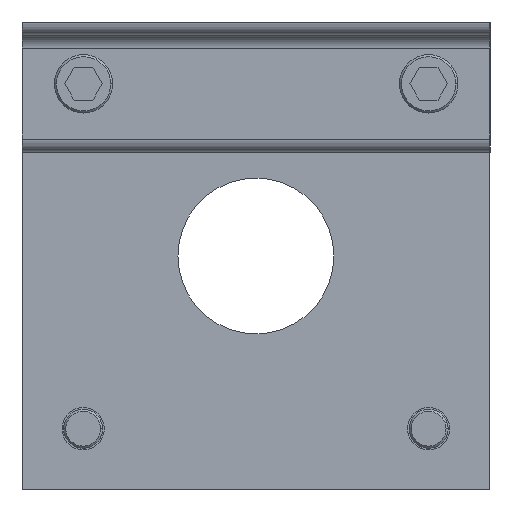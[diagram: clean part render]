
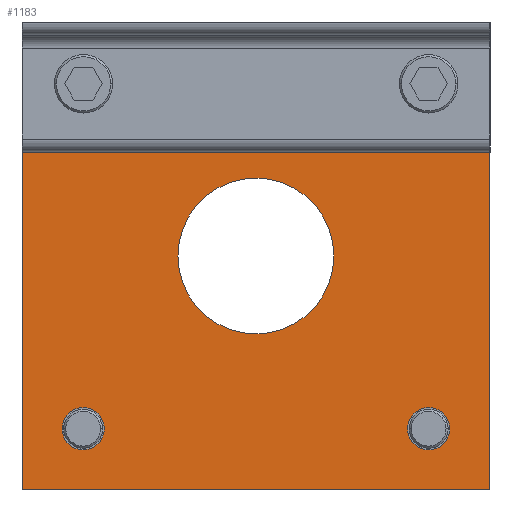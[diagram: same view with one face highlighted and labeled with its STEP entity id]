
A CAD part, front view. The second image highlights one B-rep face of the part: STEP entity #1183.
In plain terms, the highlighted planar face has unit normal (0, -1, 0).
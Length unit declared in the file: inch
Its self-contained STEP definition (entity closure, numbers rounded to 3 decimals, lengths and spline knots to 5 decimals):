
#1 = ORIENTED_EDGE ( 'NONE', *, *, #3167, .F. ) ;
#28 = AXIS2_PLACEMENT_3D ( 'NONE', #337, #3870, #1489 ) ;
#90 = CIRCLE ( 'NONE', #726, 0.203 ) ;
#100 = VECTOR ( 'NONE', #107, 39.37008 ) ;
#107 = DIRECTION ( 'NONE',  ( 0., 0., -1. ) ) ;
#111 = AXIS2_PLACEMENT_3D ( 'NONE', #3019, #4172, #1854 ) ;
#115 = EDGE_CURVE ( 'NONE', #3707, #3993, #1751, .T. ) ;
#134 = CARTESIAN_POINT ( 'NONE',  ( 2.25, 0., -2.25 ) ) ;
#174 = AXIS2_PLACEMENT_3D ( 'NONE', #4486, #1053, #4108 ) ;
#175 = CARTESIAN_POINT ( 'NONE',  ( 1.6617, 0., 1.4587 ) ) ;
#303 = VERTEX_POINT ( 'NONE', #2204 ) ;
#337 = CARTESIAN_POINT ( 'NONE',  ( 0., 0., 0. ) ) ;
#375 = ORIENTED_EDGE ( 'NONE', *, *, #3081, .T. ) ;
#405 = EDGE_CURVE ( 'NONE', #819, #4958, #90, .T. ) ;
#487 = LINE ( 'NONE', #134, #100 ) ;
#489 = ORIENTED_EDGE ( 'NONE', *, *, #1247, .T. ) ;
#506 = DIRECTION ( 'NONE',  ( 0., 0., 1. ) ) ;
#552 = VERTEX_POINT ( 'NONE', #1439 ) ;
#617 = CARTESIAN_POINT ( 'NONE',  ( 1.6617, 0., -1.6617 ) ) ;
#726 = AXIS2_PLACEMENT_3D ( 'NONE', #4191, #2294, #3812 ) ;
#767 = PLANE ( 'NONE',  #28 ) ;
#805 = DIRECTION ( 'NONE',  ( 0., 0., 1. ) ) ;
#819 = VERTEX_POINT ( 'NONE', #3117 ) ;
#1027 = CARTESIAN_POINT ( 'NONE',  ( -1.6617, 0., 1.6617 ) ) ;
#1053 = DIRECTION ( 'NONE',  ( 0., 1., 0. ) ) ;
#1067 = DIRECTION ( 'NONE',  ( 0., 0., 1. ) ) ;
#1119 = FACE_BOUND ( 'NONE', #1415, .T. ) ;
#1126 = DIRECTION ( 'NONE',  ( -1., 0., 0. ) ) ;
#1143 = EDGE_LOOP ( 'NONE', ( #2656, #1, #3049, #1853 ) ) ;
#1158 = CIRCLE ( 'NONE', #2496, 0.203 ) ;
#1183 = ADVANCED_FACE ( 'NONE', ( #2239, #3041, #3410, #4223, #1119, #4951 ), #767, .T. ) ;
#1247 = EDGE_CURVE ( 'NONE', #4890, #3370, #1943, .T. ) ;
#1269 = EDGE_LOOP ( 'NONE', ( #4753, #3409 ) ) ;
#1415 = EDGE_LOOP ( 'NONE', ( #1529, #489 ) ) ;
#1426 = DIRECTION ( 'NONE',  ( 0., 1., 0. ) ) ;
#1439 = CARTESIAN_POINT ( 'NONE',  ( 2.25, 0., -2.25 ) ) ;
#1468 = AXIS2_PLACEMENT_3D ( 'NONE', #2720, #1927, #805 ) ;
#1489 = DIRECTION ( 'NONE',  ( 0., 0., -1. ) ) ;
#1509 = CARTESIAN_POINT ( 'NONE',  ( 2.25, 0., 2.25 ) ) ;
#1512 = EDGE_LOOP ( 'NONE', ( #3305, #3800 ) ) ;
#1529 = ORIENTED_EDGE ( 'NONE', *, *, #2412, .T. ) ;
#1538 = DIRECTION ( 'NONE',  ( 0., 1., 0. ) ) ;
#1556 = AXIS2_PLACEMENT_3D ( 'NONE', #2574, #1426, #4110 ) ;
#1662 = VECTOR ( 'NONE', #1126, 39.37008 ) ;
#1668 = EDGE_CURVE ( 'NONE', #3993, #3707, #2011, .T. ) ;
#1742 = CARTESIAN_POINT ( 'NONE',  ( 0., 0., 0. ) ) ;
#1747 = EDGE_CURVE ( 'NONE', #3761, #2582, #2206, .T. ) ;
#1751 = CIRCLE ( 'NONE', #4725, 0.203 ) ;
#1784 = CARTESIAN_POINT ( 'NONE',  ( 1.6617, 0., -1.8647 ) ) ;
#1846 = ORIENTED_EDGE ( 'NONE', *, *, #405, .T. ) ;
#1853 = ORIENTED_EDGE ( 'NONE', *, *, #1747, .F. ) ;
#1854 = DIRECTION ( 'NONE',  ( 0., 0., 1. ) ) ;
#1873 = EDGE_CURVE ( 'NONE', #4958, #819, #2343, .T. ) ;
#1874 = CARTESIAN_POINT ( 'NONE',  ( -1.6617, 0., 1.6617 ) ) ;
#1896 = EDGE_CURVE ( 'NONE', #2582, #552, #487, .T. ) ;
#1927 = DIRECTION ( 'NONE',  ( 0., 1., 0. ) ) ;
#1943 = CIRCLE ( 'NONE', #111, 0.203 ) ;
#1951 = CARTESIAN_POINT ( 'NONE',  ( -1.6617, 0., 1.4587 ) ) ;
#2011 = CIRCLE ( 'NONE', #2649, 0.203 ) ;
#2091 = CARTESIAN_POINT ( 'NONE',  ( 2.25, 0., 2.25 ) ) ;
#2098 = EDGE_CURVE ( 'NONE', #2189, #3969, #1158, .T. ) ;
#2102 = CARTESIAN_POINT ( 'NONE',  ( 1.6617, 0., 1.8647 ) ) ;
#2118 = CARTESIAN_POINT ( 'NONE',  ( -1.6617, 0., 1.8647 ) ) ;
#2144 = DIRECTION ( 'NONE',  ( 0., 1., 0. ) ) ;
#2189 = VERTEX_POINT ( 'NONE', #4495 ) ;
#2204 = CARTESIAN_POINT ( 'NONE',  ( -2.25, 0., -2.25 ) ) ;
#2206 = LINE ( 'NONE', #1509, #3680 ) ;
#2239 = FACE_BOUND ( 'NONE', #1269, .T. ) ;
#2283 = AXIS2_PLACEMENT_3D ( 'NONE', #1742, #3550, #3179 ) ;
#2294 = DIRECTION ( 'NONE',  ( 0., 1., 0. ) ) ;
#2343 = CIRCLE ( 'NONE', #174, 0.203 ) ;
#2357 = CIRCLE ( 'NONE', #2283, 0.75 ) ;
#2402 = EDGE_CURVE ( 'NONE', #303, #3761, #4239, .T. ) ;
#2412 = EDGE_CURVE ( 'NONE', #3370, #4890, #4266, .T. ) ;
#2496 = AXIS2_PLACEMENT_3D ( 'NONE', #617, #2144, #4784 ) ;
#2530 = EDGE_CURVE ( 'NONE', #3720, #3651, #2357, .T. ) ;
#2574 = CARTESIAN_POINT ( 'NONE',  ( 0., 0., 0. ) ) ;
#2582 = VERTEX_POINT ( 'NONE', #2091 ) ;
#2649 = AXIS2_PLACEMENT_3D ( 'NONE', #1027, #4003, #4789 ) ;
#2656 = ORIENTED_EDGE ( 'NONE', *, *, #2402, .F. ) ;
#2717 = CARTESIAN_POINT ( 'NONE',  ( 0., 0., -0.75 ) ) ;
#2720 = CARTESIAN_POINT ( 'NONE',  ( 1.6617, 0., 1.6617 ) ) ;
#2962 = CARTESIAN_POINT ( 'NONE',  ( 1.6617, 0., -1.6617 ) ) ;
#3019 = CARTESIAN_POINT ( 'NONE',  ( 1.6617, 0., 1.6617 ) ) ;
#3024 = CARTESIAN_POINT ( 'NONE',  ( 2.25, 0., -2.25 ) ) ;
#3041 = FACE_BOUND ( 'NONE', #3950, .T. ) ;
#3049 = ORIENTED_EDGE ( 'NONE', *, *, #1896, .F. ) ;
#3081 = EDGE_CURVE ( 'NONE', #3969, #2189, #4048, .T. ) ;
#3117 = CARTESIAN_POINT ( 'NONE',  ( -1.6617, 0., -1.4587 ) ) ;
#3167 = EDGE_CURVE ( 'NONE', #552, #303, #3769, .T. ) ;
#3179 = DIRECTION ( 'NONE',  ( 0., 0., 1. ) ) ;
#3193 = ORIENTED_EDGE ( 'NONE', *, *, #2098, .T. ) ;
#3305 = ORIENTED_EDGE ( 'NONE', *, *, #2530, .T. ) ;
#3364 = DIRECTION ( 'NONE',  ( 0., 1., 0. ) ) ;
#3370 = VERTEX_POINT ( 'NONE', #175 ) ;
#3409 = ORIENTED_EDGE ( 'NONE', *, *, #1668, .T. ) ;
#3410 = FACE_OUTER_BOUND ( 'NONE', #1143, .T. ) ;
#3550 = DIRECTION ( 'NONE',  ( 0., 1., 0. ) ) ;
#3651 = VERTEX_POINT ( 'NONE', #4238 ) ;
#3680 = VECTOR ( 'NONE', #4576, 39.37008 ) ;
#3698 = CARTESIAN_POINT ( 'NONE',  ( -1.6617, 0., -1.8647 ) ) ;
#3707 = VERTEX_POINT ( 'NONE', #1951 ) ;
#3720 = VERTEX_POINT ( 'NONE', #2717 ) ;
#3761 = VERTEX_POINT ( 'NONE', #4665 ) ;
#3769 = LINE ( 'NONE', #3024, #1662 ) ;
#3800 = ORIENTED_EDGE ( 'NONE', *, *, #4855, .T. ) ;
#3812 = DIRECTION ( 'NONE',  ( 0., 0., 1. ) ) ;
#3836 = CARTESIAN_POINT ( 'NONE',  ( -2.25, 0., -2.25 ) ) ;
#3870 = DIRECTION ( 'NONE',  ( 0., -1., 0. ) ) ;
#3950 = EDGE_LOOP ( 'NONE', ( #375, #3193 ) ) ;
#3969 = VERTEX_POINT ( 'NONE', #1784 ) ;
#3993 = VERTEX_POINT ( 'NONE', #2118 ) ;
#4003 = DIRECTION ( 'NONE',  ( 0., 1., 0. ) ) ;
#4048 = CIRCLE ( 'NONE', #4709, 0.203 ) ;
#4108 = DIRECTION ( 'NONE',  ( 0., 0., 1. ) ) ;
#4110 = DIRECTION ( 'NONE',  ( 0., 0., 1. ) ) ;
#4172 = DIRECTION ( 'NONE',  ( 0., 1., 0. ) ) ;
#4191 = CARTESIAN_POINT ( 'NONE',  ( -1.6617, 0., -1.6617 ) ) ;
#4198 = EDGE_LOOP ( 'NONE', ( #4818, #1846 ) ) ;
#4223 = FACE_BOUND ( 'NONE', #4198, .T. ) ;
#4238 = CARTESIAN_POINT ( 'NONE',  ( 0., 0., 0.75 ) ) ;
#4239 = LINE ( 'NONE', #3836, #4825 ) ;
#4266 = CIRCLE ( 'NONE', #1468, 0.203 ) ;
#4486 = CARTESIAN_POINT ( 'NONE',  ( -1.6617, 0., -1.6617 ) ) ;
#4495 = CARTESIAN_POINT ( 'NONE',  ( 1.6617, 0., -1.4587 ) ) ;
#4575 = DIRECTION ( 'NONE',  ( 0., 0., 1. ) ) ;
#4576 = DIRECTION ( 'NONE',  ( 1., 0., 0. ) ) ;
#4665 = CARTESIAN_POINT ( 'NONE',  ( -2.25, 0., 2.25 ) ) ;
#4709 = AXIS2_PLACEMENT_3D ( 'NONE', #2962, #3364, #1067 ) ;
#4725 = AXIS2_PLACEMENT_3D ( 'NONE', #1874, #1538, #4575 ) ;
#4753 = ORIENTED_EDGE ( 'NONE', *, *, #115, .T. ) ;
#4784 = DIRECTION ( 'NONE',  ( 0., 0., 1. ) ) ;
#4789 = DIRECTION ( 'NONE',  ( 0., 0., 1. ) ) ;
#4818 = ORIENTED_EDGE ( 'NONE', *, *, #1873, .T. ) ;
#4825 = VECTOR ( 'NONE', #506, 39.37008 ) ;
#4855 = EDGE_CURVE ( 'NONE', #3651, #3720, #4901, .T. ) ;
#4890 = VERTEX_POINT ( 'NONE', #2102 ) ;
#4901 = CIRCLE ( 'NONE', #1556, 0.75 ) ;
#4951 = FACE_BOUND ( 'NONE', #1512, .T. ) ;
#4958 = VERTEX_POINT ( 'NONE', #3698 ) ;
